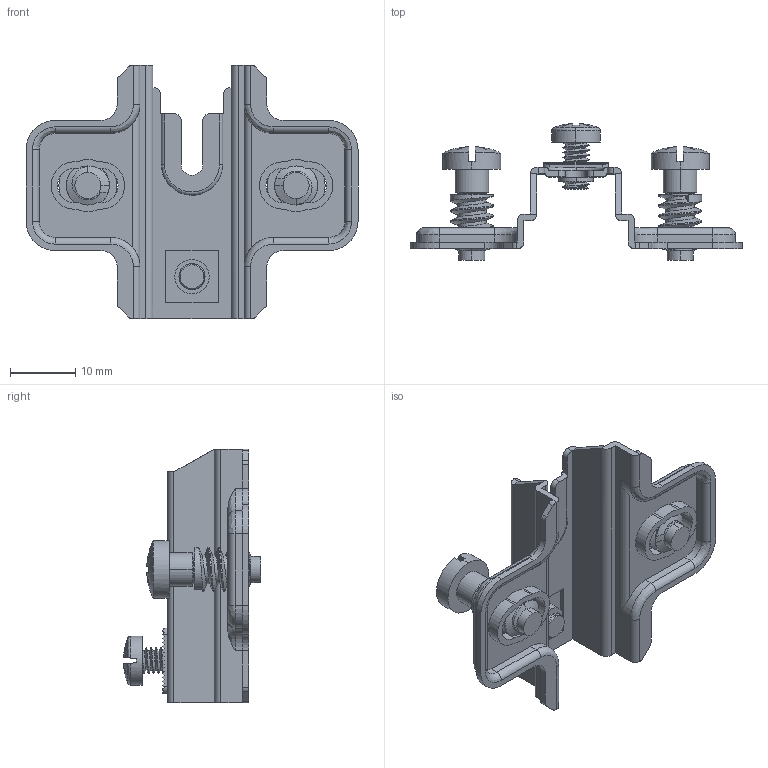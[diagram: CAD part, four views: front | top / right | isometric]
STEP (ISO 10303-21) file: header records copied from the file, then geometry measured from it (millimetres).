
FILE_DESCRIPTION (( 'STEP AP214' ), '1' );
FILE_NAME ('F000116.step', '2022-06-06T12:59:03', ( '' ), ( '' ), 'SwSTEP 2.0', 'SolidWorks 2020', '' );
FILE_SCHEMA (( 'AUTOMOTIVE_DESIGN' ));
Length unit declared in the file: millimetre
Products named in the file (4): F000116; C03嘐隅蹟佪-1-NC40; B03H0D-NC40; H14圉埴芛韁粔蹟佪-1-NC40
Assembly tree (4 placements, depth 2):
  F000116
    B03H0D-NC40
    C03嘐隅蹟佪-1-NC40
    H14圉埴芛韁粔蹟佪-1-NC40  x2
Bounding box: 51 x 21.05 x 39 mm (x, y, z)
Volume: 3304.7 mm3; surface area: 6437.4 mm2
Topology: 4 solids, 4 shells, 600 faces, 1641 edges, 1068 vertices
Faces by surface type: plane 319, cylinder 205, bspline 51, cone 25
Entity records: 21130 total; most frequent: CARTESIAN_POINT 8192, ORIENTED_EDGE 2878, DIRECTION 2473, EDGE_CURVE 1439, VERTEX_POINT 936, AXIS2_PLACEMENT_3D 826, LINE 821, VECTOR 821
